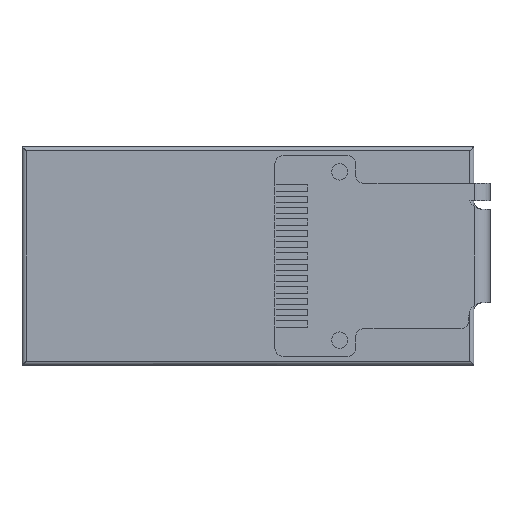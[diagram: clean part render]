
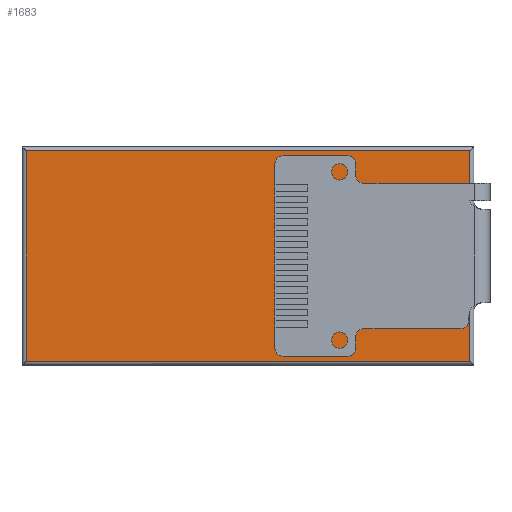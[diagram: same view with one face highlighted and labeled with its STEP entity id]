
A CAD part, front view. The second image highlights one B-rep face of the part: STEP entity #1683.
In plain terms, the highlighted planar face has unit normal (0, -1, 0).
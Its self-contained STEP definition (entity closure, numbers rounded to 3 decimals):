
#47 = EDGE_CURVE ( 'NONE', #1936, #2719, #3765, .T. ) ;
#142 = DIRECTION ( 'NONE',  ( 0., 0., 1. ) ) ;
#224 = DIRECTION ( 'NONE',  ( 0., 0., 1. ) ) ;
#277 = EDGE_LOOP ( 'NONE', ( #2102, #3867, #615, #1735 ) ) ;
#320 = CARTESIAN_POINT ( 'NONE',  ( -9.261, 0., -6.04 ) ) ;
#615 = ORIENTED_EDGE ( 'NONE', *, *, #633, .T. ) ;
#633 = EDGE_CURVE ( 'NONE', #2719, #4509, #1069, .T. ) ;
#755 = AXIS2_PLACEMENT_3D ( 'NONE', #4310, #4335, #224 ) ;
#815 = EDGE_CURVE ( 'NONE', #1202, #1936, #3781, .T. ) ;
#951 = CARTESIAN_POINT ( 'NONE',  ( -9.261, 0., 6.96 ) ) ;
#966 = VECTOR ( 'NONE', #2243, 1000. ) ;
#1036 = PLANE ( 'NONE',  #755 ) ;
#1069 = LINE ( 'NONE', #3571, #966 ) ;
#1202 = VERTEX_POINT ( 'NONE', #1866 ) ;
#1361 = CARTESIAN_POINT ( 'NONE',  ( 0., 0., 6.96 ) ) ;
#1487 = LINE ( 'NONE', #4004, #3780 ) ;
#1683 = ADVANCED_FACE ( 'NONE', ( #5086 ), #1036, .F. ) ;
#1735 = ORIENTED_EDGE ( 'NONE', *, *, #4764, .T. ) ;
#1866 = CARTESIAN_POINT ( 'NONE',  ( 18.189, 0., -6.04 ) ) ;
#1936 = VERTEX_POINT ( 'NONE', #4174 ) ;
#2102 = ORIENTED_EDGE ( 'NONE', *, *, #815, .T. ) ;
#2243 = DIRECTION ( 'NONE',  ( 0., 0., -1. ) ) ;
#2266 = DIRECTION ( 'NONE',  ( 1., 0., 0. ) ) ;
#2494 = VECTOR ( 'NONE', #142, 1000. ) ;
#2719 = VERTEX_POINT ( 'NONE', #951 ) ;
#3571 = CARTESIAN_POINT ( 'NONE',  ( -9.261, 0., 0. ) ) ;
#3765 = LINE ( 'NONE', #1361, #4223 ) ;
#3780 = VECTOR ( 'NONE', #2266, 1000. ) ;
#3781 = LINE ( 'NONE', #4552, #2494 ) ;
#3867 = ORIENTED_EDGE ( 'NONE', *, *, #47, .T. ) ;
#4004 = CARTESIAN_POINT ( 'NONE',  ( 0., 0., -6.04 ) ) ;
#4174 = CARTESIAN_POINT ( 'NONE',  ( 18.189, 0., 6.96 ) ) ;
#4191 = DIRECTION ( 'NONE',  ( -1., 0., 0. ) ) ;
#4223 = VECTOR ( 'NONE', #4191, 1000. ) ;
#4310 = CARTESIAN_POINT ( 'NONE',  ( 0., 0., 0. ) ) ;
#4335 = DIRECTION ( 'NONE',  ( 0., 1., 0. ) ) ;
#4509 = VERTEX_POINT ( 'NONE', #320 ) ;
#4552 = CARTESIAN_POINT ( 'NONE',  ( 18.189, 0., 0. ) ) ;
#4764 = EDGE_CURVE ( 'NONE', #4509, #1202, #1487, .T. ) ;
#5086 = FACE_OUTER_BOUND ( 'NONE', #277, .T. ) ;
